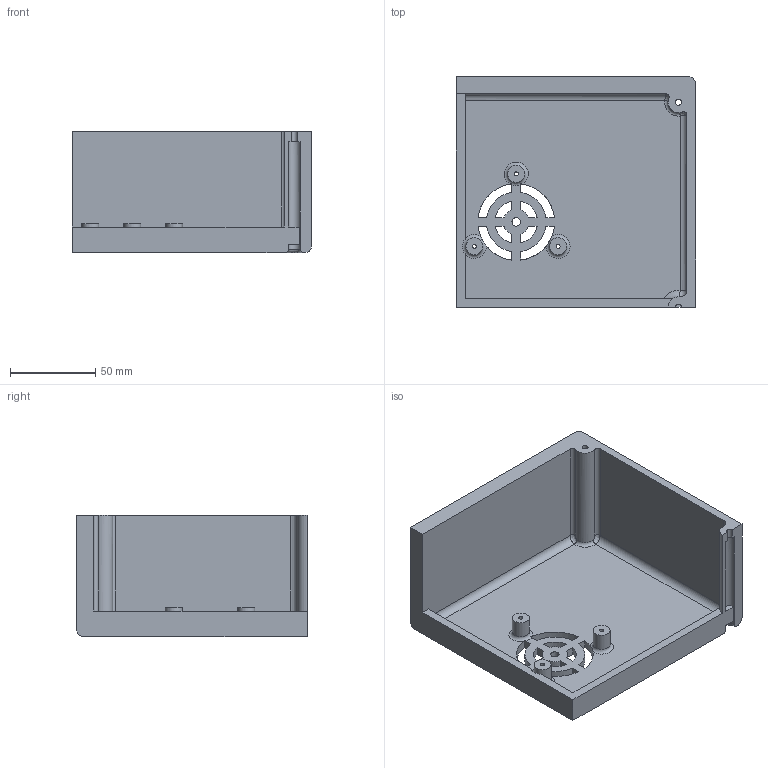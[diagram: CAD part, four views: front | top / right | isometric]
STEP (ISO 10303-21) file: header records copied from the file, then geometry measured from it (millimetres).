
FILE_DESCRIPTION(/* description */ (''),/* implementation_level */ '2;1');
FILE_NAME(/* name */ 'base 21.step',/* time_stamp */ '2020-12-18T16:20:26+06:00',/* author */ (''),/* organization */ (''),/* preprocessor_version */ 'ST-DEVELOPER v18.1',/* originating_system */ 'Autodesk Translation Framework v9.7.1.1290',/* authorisation */ '');
FILE_SCHEMA (('AUTOMOTIVE_DESIGN { 1 0 10303 214 3 1 1 }'));
Length unit declared in the file: millimetre
Products named in the file (1): base 21
Bounding box: 140 x 135 x 71 mm (x, y, z)
Volume: 244999.6 mm3; surface area: 85821.3 mm2
Topology: 1 solids, 1 shells, 96 faces, 257 edges, 165 vertices
Faces by surface type: plane 41, cylinder 41, torus 10, sphere 2, bspline 2
Full cylindrical faces by diameter (mm): 2.4 x3, 3.5 x1, 5 x1, 7 x4, 10 x3
Entity records: 3236 total; most frequent: CARTESIAN_POINT 670, DIRECTION 548, ORIENTED_EDGE 514, EDGE_CURVE 257, AXIS2_PLACEMENT_3D 207, VERTEX_POINT 165, LINE 134, VECTOR 134
